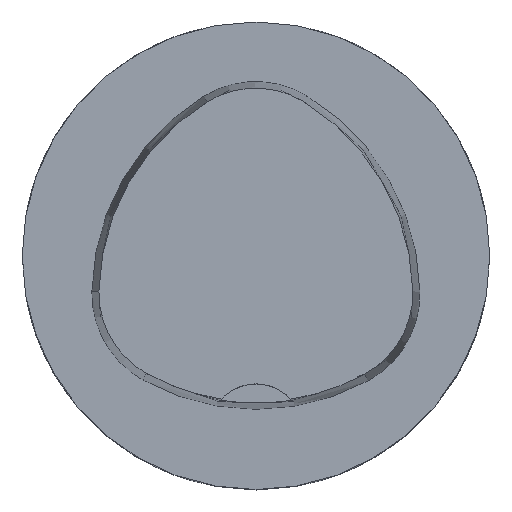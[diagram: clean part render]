
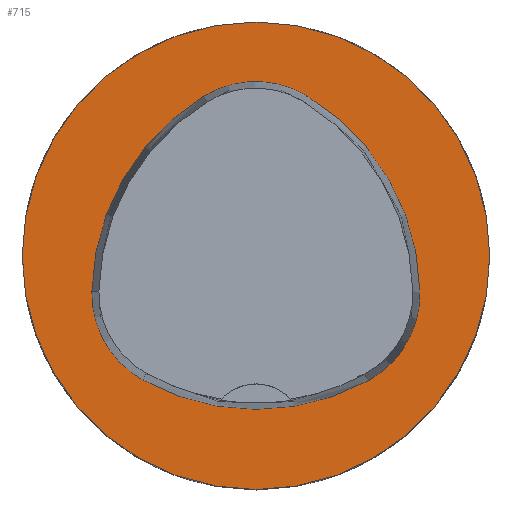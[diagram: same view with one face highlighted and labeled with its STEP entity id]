
A CAD part, top view. The second image highlights one B-rep face of the part: STEP entity #715.
In plain terms, the highlighted planar face has unit normal (0, 0, 1).
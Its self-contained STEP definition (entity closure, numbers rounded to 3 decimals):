
#53=PLANE('',#6415);
#715=ADVANCED_FACE('',(#2373,#2374),#53,.T.);
#2373=FACE_BOUND('',#2480,.T.);
#2374=FACE_BOUND('',#2481,.T.);
#2480=EDGE_LOOP('',(#2920,#2921,#2922,#2923,#2924,#2925));
#2481=EDGE_LOOP('',(#2926));
#2920=ORIENTED_EDGE('',*,*,#5295,.T.);
#2921=ORIENTED_EDGE('',*,*,#5275,.T.);
#2922=ORIENTED_EDGE('',*,*,#5279,.T.);
#2923=ORIENTED_EDGE('',*,*,#5282,.T.);
#2924=ORIENTED_EDGE('',*,*,#5285,.T.);
#2925=ORIENTED_EDGE('',*,*,#5293,.T.);
#2926=ORIENTED_EDGE('',*,*,#5257,.F.);
#4652=VERTEX_POINT('',#8714);
#4670=VERTEX_POINT('',#8751);
#4671=VERTEX_POINT('',#8752);
#4674=VERTEX_POINT('',#8760);
#4676=VERTEX_POINT('',#8766);
#4678=VERTEX_POINT('',#8772);
#4685=VERTEX_POINT('',#8793);
#5257=EDGE_CURVE('',#4652,#4652,#6150,.T.);
#5275=EDGE_CURVE('',#4670,#4671,#6152,.T.);
#5279=EDGE_CURVE('',#4671,#4674,#6154,.T.);
#5282=EDGE_CURVE('',#4674,#4676,#6156,.T.);
#5285=EDGE_CURVE('',#4676,#4678,#6158,.T.);
#5293=EDGE_CURVE('',#4678,#4685,#6162,.T.);
#5295=EDGE_CURVE('',#4685,#4670,#6164,.T.);
#6150=CIRCLE('',#6382,20.);
#6152=CIRCLE('',#6393,20.);
#6154=CIRCLE('',#6396,8.5);
#6156=CIRCLE('',#6399,20.);
#6158=CIRCLE('',#6402,8.5);
#6162=CIRCLE('',#6407,20.);
#6164=CIRCLE('',#6410,8.5);
#6382=AXIS2_PLACEMENT_3D('',#8713,#6950,#6951);
#6393=AXIS2_PLACEMENT_3D('',#8750,#6980,#6981);
#6396=AXIS2_PLACEMENT_3D('',#8759,#6988,#6989);
#6399=AXIS2_PLACEMENT_3D('',#8765,#6995,#6996);
#6402=AXIS2_PLACEMENT_3D('',#8771,#7002,#7003);
#6407=AXIS2_PLACEMENT_3D('',#8794,#7014,#7015);
#6410=AXIS2_PLACEMENT_3D('',#8797,#7020,#7021);
#6415=AXIS2_PLACEMENT_3D('',#8802,#7030,#7031);
#6950=DIRECTION('',(0.,0.,-1.));
#6951=DIRECTION('',(-1.,0.,0.));
#6980=DIRECTION('',(0.,0.,-1.));
#6981=DIRECTION('',(-1.,0.,0.));
#6988=DIRECTION('',(0.,0.,-1.));
#6989=DIRECTION('',(-1.,0.,0.));
#6995=DIRECTION('',(0.,0.,-1.));
#6996=DIRECTION('',(-1.,0.,0.));
#7002=DIRECTION('',(0.,0.,-1.));
#7003=DIRECTION('',(-1.,0.,0.));
#7014=DIRECTION('',(0.,0.,-1.));
#7015=DIRECTION('',(-1.,0.,0.));
#7020=DIRECTION('',(0.,0.,-1.));
#7021=DIRECTION('',(-1.,0.,0.));
#7030=DIRECTION('',(0.,0.,1.));
#7031=DIRECTION('',(1.,0.,0.));
#8713=CARTESIAN_POINT('',(0.,0.,0.));
#8714=CARTESIAN_POINT('',(-20.,0.,0.));
#8750=CARTESIAN_POINT('',(5.955,-3.414,0.));
#8751=CARTESIAN_POINT('',(-14.041,-3.042,0.));
#8752=CARTESIAN_POINT('',(-4.472,13.653,0.));
#8759=CARTESIAN_POINT('',(-0.04,6.4,0.));
#8760=CARTESIAN_POINT('',(4.347,13.68,0.));
#8765=CARTESIAN_POINT('',(-5.976,-3.45,0.));
#8766=CARTESIAN_POINT('',(14.021,-3.075,0.));
#8771=CARTESIAN_POINT('',(5.522,-3.235,0.));
#8772=CARTESIAN_POINT('',(9.588,-10.699,0.));
#8793=CARTESIAN_POINT('',(-9.655,-10.639,0.));
#8794=CARTESIAN_POINT('',(0.022,6.864,0.));
#8797=CARTESIAN_POINT('',(-5.543,-3.2,0.));
#8802=CARTESIAN_POINT('',(0.,0.,0.));
